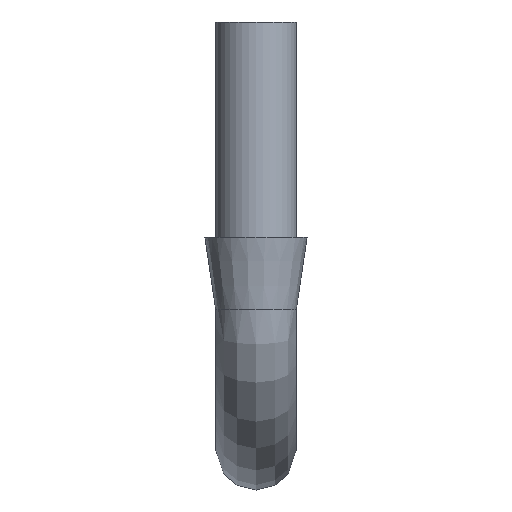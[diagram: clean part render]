
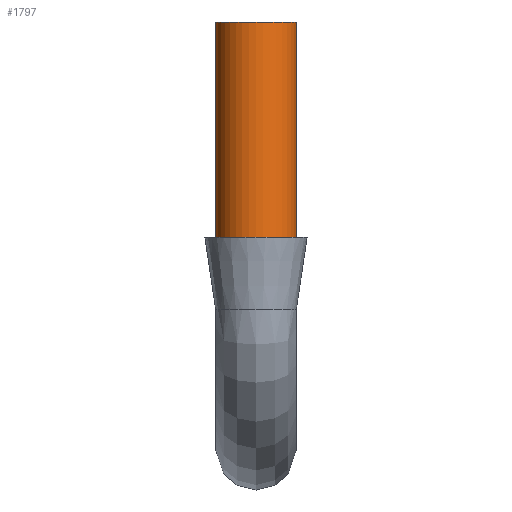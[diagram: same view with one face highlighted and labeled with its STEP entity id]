
A CAD part, front view. The second image highlights one B-rep face of the part: STEP entity #1797.
In plain terms, the highlighted cylindrical face has radius 7.5 mm (diameter 15 mm), a partial arc.
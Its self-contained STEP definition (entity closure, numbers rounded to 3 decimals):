
#72 = AXIS2_PLACEMENT_3D ( 'NONE', #1448, #594, #1594 ) ;
#180 = ORIENTED_EDGE ( 'NONE', *, *, #1655, .F. ) ;
#296 = EDGE_CURVE ( 'NONE', #459, #1131, #1743, .T. ) ;
#313 = CIRCLE ( 'NONE', #72, 7.5 ) ;
#323 = ORIENTED_EDGE ( 'NONE', *, *, #1752, .T. ) ;
#330 = VERTEX_POINT ( 'NONE', #577 ) ;
#347 = VECTOR ( 'NONE', #570, 1000. ) ;
#359 = CYLINDRICAL_SURFACE ( 'NONE', #1635, 7.5 ) ;
#372 = CARTESIAN_POINT ( 'NONE',  ( -7.5, 0., -30. ) ) ;
#400 = EDGE_LOOP ( 'NONE', ( #495, #180, #323, #755 ) ) ;
#459 = VERTEX_POINT ( 'NONE', #372 ) ;
#495 = ORIENTED_EDGE ( 'NONE', *, *, #296, .F. ) ;
#536 = CARTESIAN_POINT ( 'NONE',  ( 7.5, 0., -30. ) ) ;
#570 = DIRECTION ( 'NONE',  ( 0., 0., 1. ) ) ;
#577 = CARTESIAN_POINT ( 'NONE',  ( 7.5, 0., 10. ) ) ;
#594 = DIRECTION ( 'NONE',  ( 0., 0., 1. ) ) ;
#599 = DIRECTION ( 'NONE',  ( 0., 0., 1. ) ) ;
#683 = VERTEX_POINT ( 'NONE', #536 ) ;
#744 = DIRECTION ( 'NONE',  ( 0., 0., -1. ) ) ;
#755 = ORIENTED_EDGE ( 'NONE', *, *, #1269, .F. ) ;
#842 = FACE_OUTER_BOUND ( 'NONE', #400, .T. ) ;
#877 = AXIS2_PLACEMENT_3D ( 'NONE', #1599, #744, #1748 ) ;
#896 = DIRECTION ( 'NONE',  ( 1., 0., 0. ) ) ;
#902 = CARTESIAN_POINT ( 'NONE',  ( 0., 0., -43.5 ) ) ;
#930 = CARTESIAN_POINT ( 'NONE',  ( -7.5, 0., -43.5 ) ) ;
#1131 = VERTEX_POINT ( 'NONE', #1563 ) ;
#1258 = VECTOR ( 'NONE', #599, 1000. ) ;
#1269 = EDGE_CURVE ( 'NONE', #1131, #330, #313, .T. ) ;
#1448 = CARTESIAN_POINT ( 'NONE',  ( 0., 0., 10. ) ) ;
#1452 = CARTESIAN_POINT ( 'NONE',  ( 7.5, 0., -43.5 ) ) ;
#1458 = DIRECTION ( 'NONE',  ( 0., 0., 1. ) ) ;
#1563 = CARTESIAN_POINT ( 'NONE',  ( -7.5, 0., 10. ) ) ;
#1594 = DIRECTION ( 'NONE',  ( 1., 0., 0. ) ) ;
#1599 = CARTESIAN_POINT ( 'NONE',  ( 0., 0., -30. ) ) ;
#1635 = AXIS2_PLACEMENT_3D ( 'NONE', #902, #1458, #896 ) ;
#1638 = LINE ( 'NONE', #1452, #1258 ) ;
#1655 = EDGE_CURVE ( 'NONE', #683, #459, #1755, .T. ) ;
#1743 = LINE ( 'NONE', #930, #347 ) ;
#1748 = DIRECTION ( 'NONE',  ( -1., 0., 0. ) ) ;
#1752 = EDGE_CURVE ( 'NONE', #683, #330, #1638, .T. ) ;
#1755 = CIRCLE ( 'NONE', #877, 7.5 ) ;
#1797 = ADVANCED_FACE ( 'NONE', ( #842 ), #359, .T. ) ;
